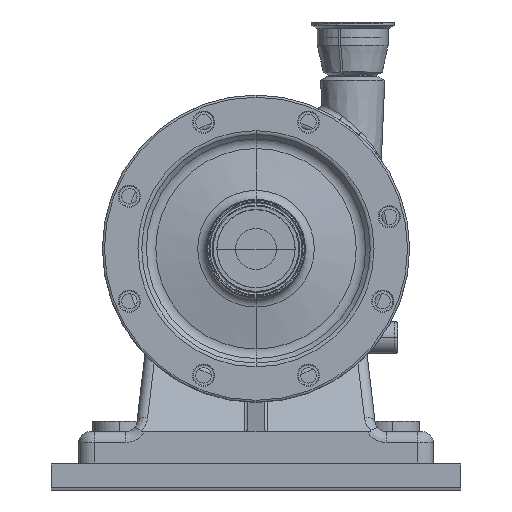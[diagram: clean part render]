
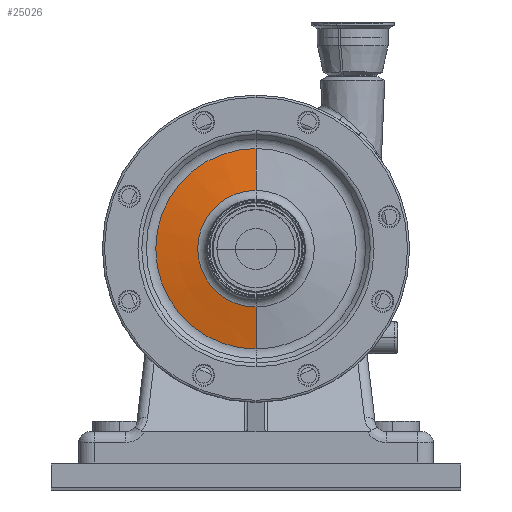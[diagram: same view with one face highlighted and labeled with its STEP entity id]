
A CAD part, top view. The second image highlights one B-rep face of the part: STEP entity #25026.
In plain terms, the highlighted conical face has half-angle 80 degrees and reference radius 93.263 mm.
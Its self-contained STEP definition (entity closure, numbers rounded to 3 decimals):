
#71 = EDGE_CURVE ( 'NONE', #15733, #3820, #4157, .T. ) ;
#486 = CIRCLE ( 'NONE', #26030, 93.264 ) ;
#1791 = FACE_OUTER_BOUND ( 'NONE', #7234, .T. ) ;
#3434 = DIRECTION ( 'NONE',  ( 0., 0., -1. ) ) ;
#3820 = VERTEX_POINT ( 'NONE', #25040 ) ;
#4121 = DIRECTION ( 'NONE',  ( 0., 0.985, -0.174 ) ) ;
#4157 = LINE ( 'NONE', #18616, #20802 ) ;
#4202 = CONICAL_SURFACE ( 'NONE', #12212, 93.264, 1.396 ) ;
#6166 = EDGE_CURVE ( 'NONE', #11853, #3820, #486, .T. ) ;
#7234 = EDGE_LOOP ( 'NONE', ( #30193, #20361, #12596, #21200 ) ) ;
#7765 = CARTESIAN_POINT ( 'NONE',  ( 0., 0., -16.111 ) ) ;
#8656 = CARTESIAN_POINT ( 'NONE',  ( 0., 93.264, -22.988 ) ) ;
#11351 = CARTESIAN_POINT ( 'NONE',  ( 0., 0., -22.988 ) ) ;
#11853 = VERTEX_POINT ( 'NONE', #26273 ) ;
#12212 = AXIS2_PLACEMENT_3D ( 'NONE', #11351, #3434, #18486 ) ;
#12596 = ORIENTED_EDGE ( 'NONE', *, *, #6166, .T. ) ;
#12662 = DIRECTION ( 'NONE',  ( 0., 1., 0. ) ) ;
#13667 = LINE ( 'NONE', #8656, #23365 ) ;
#15733 = VERTEX_POINT ( 'NONE', #27324 ) ;
#18486 = DIRECTION ( 'NONE',  ( 0., -1., 0. ) ) ;
#18616 = CARTESIAN_POINT ( 'NONE',  ( 0., -93.264, -22.988 ) ) ;
#20232 = DIRECTION ( 'NONE',  ( 0., 0., 1. ) ) ;
#20294 = AXIS2_PLACEMENT_3D ( 'NONE', #7765, #26765, #22084 ) ;
#20361 = ORIENTED_EDGE ( 'NONE', *, *, #23713, .T. ) ;
#20766 = VERTEX_POINT ( 'NONE', #29609 ) ;
#20802 = VECTOR ( 'NONE', #23300, 1000. ) ;
#21200 = ORIENTED_EDGE ( 'NONE', *, *, #71, .F. ) ;
#21260 = CIRCLE ( 'NONE', #20294, 54.264 ) ;
#22084 = DIRECTION ( 'NONE',  ( 0., 1., 0. ) ) ;
#23300 = DIRECTION ( 'NONE',  ( 0., -0.985, -0.174 ) ) ;
#23365 = VECTOR ( 'NONE', #4121, 1000. ) ;
#23713 = EDGE_CURVE ( 'NONE', #20766, #11853, #13667, .T. ) ;
#24618 = CARTESIAN_POINT ( 'NONE',  ( 0., 0., -22.988 ) ) ;
#25026 = ADVANCED_FACE ( 'NONE', ( #1791 ), #4202, .T. ) ;
#25040 = CARTESIAN_POINT ( 'NONE',  ( 0., -93.264, -22.988 ) ) ;
#25220 = EDGE_CURVE ( 'NONE', #20766, #15733, #21260, .T. ) ;
#26030 = AXIS2_PLACEMENT_3D ( 'NONE', #24618, #20232, #12662 ) ;
#26273 = CARTESIAN_POINT ( 'NONE',  ( 0., 93.264, -22.988 ) ) ;
#26765 = DIRECTION ( 'NONE',  ( 0., 0., 1. ) ) ;
#27324 = CARTESIAN_POINT ( 'NONE',  ( 0., -54.264, -16.111 ) ) ;
#29609 = CARTESIAN_POINT ( 'NONE',  ( 0., 54.264, -16.111 ) ) ;
#30193 = ORIENTED_EDGE ( 'NONE', *, *, #25220, .F. ) ;
